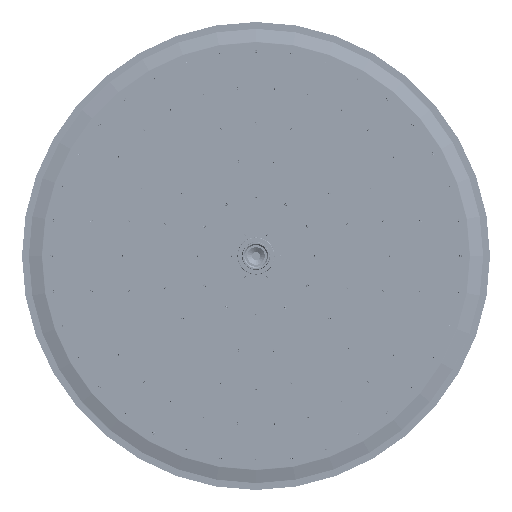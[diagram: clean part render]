
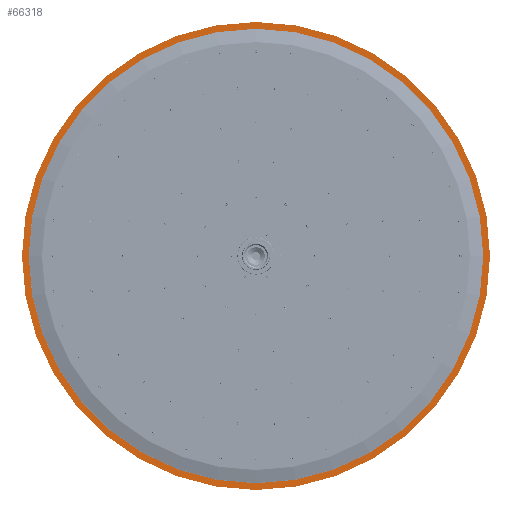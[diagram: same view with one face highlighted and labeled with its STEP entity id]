
A CAD part, top view. The second image highlights one B-rep face of the part: STEP entity #66318.
In plain terms, the highlighted planar face has unit normal (0, 0, 1).
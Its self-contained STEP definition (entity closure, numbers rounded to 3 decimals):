
#8169=CARTESIAN_POINT('',(0.,0.,2.));
#8170=DIRECTION('',(0.,0.,1.));
#8171=DIRECTION('',(1.,0.,0.));
#8172=AXIS2_PLACEMENT_3D('',#8169,#8170,#8171);
#8174=CARTESIAN_POINT('',(0.,0.,2.));
#8175=DIRECTION('',(0.,0.,1.));
#8176=DIRECTION('',(-1.,0.,0.));
#8177=AXIS2_PLACEMENT_3D('',#8174,#8175,#8176);
#8179=CARTESIAN_POINT('',(0.,0.,2.));
#8180=DIRECTION('',(0.,0.,-1.));
#8181=DIRECTION('',(1.,0.,0.));
#8182=AXIS2_PLACEMENT_3D('',#8179,#8180,#8181);
#8184=CARTESIAN_POINT('',(0.,0.,2.));
#8185=DIRECTION('',(0.,0.,-1.));
#8186=DIRECTION('',(-1.,0.,0.));
#8187=AXIS2_PLACEMENT_3D('',#8184,#8185,#8186);
#44799=CARTESIAN_POINT('',(-200.,0.,2.));
#44800=CARTESIAN_POINT('',(200.,0.,2.));
#44801=VERTEX_POINT('',#44799);
#44802=VERTEX_POINT('',#44800);
#44803=CARTESIAN_POINT('',(194.263,0.,2.));
#44805=VERTEX_POINT('',#44803);
#44807=CARTESIAN_POINT('',(-194.263,0.,2.));
#44808=VERTEX_POINT('',#44807);
#66303=CARTESIAN_POINT('',(0.,0.,2.));
#66304=DIRECTION('',(0.,0.,-1.));
#66305=DIRECTION('',(1.,0.,0.));
#66306=AXIS2_PLACEMENT_3D('',#66303,#66304,#66305);
#66307=PLANE('',#66306);
#66309=ORIENTED_EDGE('',*,*,#66308,.F.);
#66311=ORIENTED_EDGE('',*,*,#66310,.F.);
#66312=EDGE_LOOP('',(#66309,#66311));
#66313=FACE_OUTER_BOUND('',#66312,.F.);
#66314=ORIENTED_EDGE('',*,*,#66288,.F.);
#66315=ORIENTED_EDGE('',*,*,#66271,.F.);
#66316=EDGE_LOOP('',(#66314,#66315));
#66317=FACE_BOUND('',#66316,.F.);
#66318=ADVANCED_FACE('',(#66313,#66317),#66307,.F.);
#8173=CIRCLE('',#8172,200.);
#8178=CIRCLE('',#8177,200.);
#8183=CIRCLE('',#8182,194.263);
#8188=CIRCLE('',#8187,194.263);
#66271=EDGE_CURVE('',#44808,#44805,#8188,.T.);
#66288=EDGE_CURVE('',#44805,#44808,#8183,.T.);
#66308=EDGE_CURVE('',#44802,#44801,#8173,.T.);
#66310=EDGE_CURVE('',#44801,#44802,#8178,.T.);
